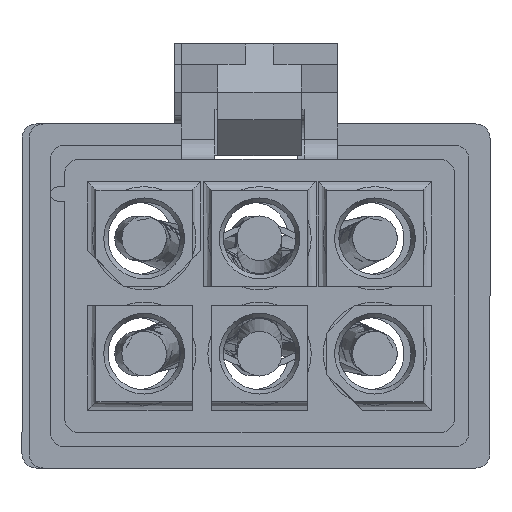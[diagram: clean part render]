
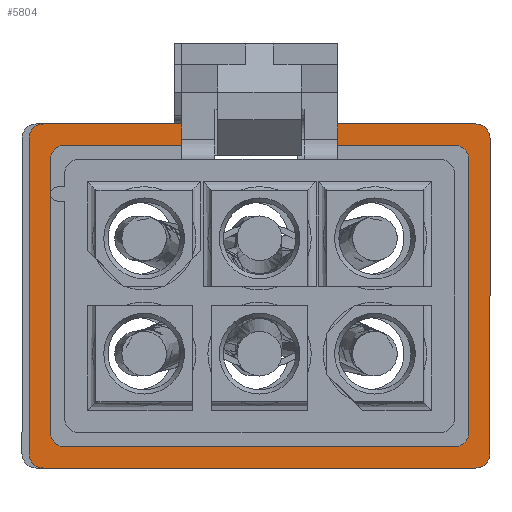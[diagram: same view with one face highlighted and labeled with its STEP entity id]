
A CAD part, front view. The second image highlights one B-rep face of the part: STEP entity #5804.
In plain terms, the highlighted face is planar.
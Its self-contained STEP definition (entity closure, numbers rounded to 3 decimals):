
#361=LINE('',#8654,#1054);
#364=LINE('',#8662,#1057);
#367=LINE('',#8670,#1060);
#370=LINE('',#8678,#1063);
#374=LINE('',#8688,#1067);
#443=LINE('',#8832,#1136);
#444=LINE('',#8835,#1137);
#447=LINE('',#8841,#1140);
#448=LINE('',#8843,#1141);
#449=LINE('',#8847,#1142);
#450=LINE('',#8851,#1143);
#451=LINE('',#8855,#1144);
#1054=VECTOR('',#6892,4.966);
#1057=VECTOR('',#6901,11.328);
#1060=VECTOR('',#6910,15.519);
#1063=VECTOR('',#6919,11.328);
#1067=VECTOR('',#6929,4.966);
#1136=VECTOR('',#7058,0.762);
#1137=VECTOR('',#7061,4.204);
#1140=VECTOR('',#7066,0.762);
#1141=VECTOR('',#7067,4.204);
#1142=VECTOR('',#7070,9.804);
#1143=VECTOR('',#7073,13.995);
#1144=VECTOR('',#7076,9.804);
#1648=FACE_OUTER_BOUND('',#2003,.T.);
#2003=EDGE_LOOP('',(#4259,#4260,#4261,#4262,#4263,#4264,#4265,#4266,#4267,
#4268,#4269,#4270,#4271,#4272,#4273,#4274,#4275,#4276,#4277,#4278));
#2330=CIRCLE('',#6177,0.508);
#2331=CIRCLE('',#6180,0.508);
#2332=CIRCLE('',#6183,0.508);
#2333=CIRCLE('',#6186,0.508);
#2339=CIRCLE('',#6220,0.508);
#2340=CIRCLE('',#6221,0.508);
#2341=CIRCLE('',#6222,0.508);
#2342=CIRCLE('',#6223,0.508);
#2621=VERTEX_POINT('',#8651);
#2622=VERTEX_POINT('',#8653);
#2623=VERTEX_POINT('',#8657);
#2624=VERTEX_POINT('',#8661);
#2625=VERTEX_POINT('',#8665);
#2626=VERTEX_POINT('',#8669);
#2627=VERTEX_POINT('',#8673);
#2628=VERTEX_POINT('',#8677);
#2629=VERTEX_POINT('',#8681);
#2631=VERTEX_POINT('',#8687);
#2674=VERTEX_POINT('',#8826);
#2677=VERTEX_POINT('',#8834);
#2679=VERTEX_POINT('',#8840);
#2680=VERTEX_POINT('',#8842);
#2681=VERTEX_POINT('',#8844);
#2682=VERTEX_POINT('',#8846);
#2683=VERTEX_POINT('',#8848);
#2684=VERTEX_POINT('',#8850);
#2685=VERTEX_POINT('',#8852);
#2686=VERTEX_POINT('',#8854);
#3193=EDGE_CURVE('',#2622,#2621,#361,.T.);
#3195=EDGE_CURVE('',#2623,#2622,#2330,.T.);
#3197=EDGE_CURVE('',#2624,#2623,#364,.T.);
#3199=EDGE_CURVE('',#2625,#2624,#2331,.T.);
#3201=EDGE_CURVE('',#2626,#2625,#367,.T.);
#3203=EDGE_CURVE('',#2627,#2626,#2332,.T.);
#3205=EDGE_CURVE('',#2628,#2627,#370,.T.);
#3207=EDGE_CURVE('',#2629,#2628,#2333,.T.);
#3210=EDGE_CURVE('',#2631,#2629,#374,.T.);
#3284=EDGE_CURVE('',#2674,#2631,#443,.T.);
#3285=EDGE_CURVE('',#2674,#2677,#444,.T.);
#3288=EDGE_CURVE('',#2621,#2679,#447,.T.);
#3289=EDGE_CURVE('',#2680,#2679,#448,.T.);
#3290=EDGE_CURVE('',#2681,#2680,#2339,.T.);
#3291=EDGE_CURVE('',#2682,#2681,#449,.T.);
#3292=EDGE_CURVE('',#2683,#2682,#2340,.T.);
#3293=EDGE_CURVE('',#2684,#2683,#450,.T.);
#3294=EDGE_CURVE('',#2685,#2684,#2341,.T.);
#3295=EDGE_CURVE('',#2686,#2685,#451,.T.);
#3296=EDGE_CURVE('',#2677,#2686,#2342,.T.);
#4259=ORIENTED_EDGE('',*,*,#3285,.F.);
#4260=ORIENTED_EDGE('',*,*,#3284,.T.);
#4261=ORIENTED_EDGE('',*,*,#3210,.T.);
#4262=ORIENTED_EDGE('',*,*,#3207,.T.);
#4263=ORIENTED_EDGE('',*,*,#3205,.T.);
#4264=ORIENTED_EDGE('',*,*,#3203,.T.);
#4265=ORIENTED_EDGE('',*,*,#3201,.T.);
#4266=ORIENTED_EDGE('',*,*,#3199,.T.);
#4267=ORIENTED_EDGE('',*,*,#3197,.T.);
#4268=ORIENTED_EDGE('',*,*,#3195,.T.);
#4269=ORIENTED_EDGE('',*,*,#3193,.T.);
#4270=ORIENTED_EDGE('',*,*,#3288,.T.);
#4271=ORIENTED_EDGE('',*,*,#3289,.F.);
#4272=ORIENTED_EDGE('',*,*,#3290,.F.);
#4273=ORIENTED_EDGE('',*,*,#3291,.F.);
#4274=ORIENTED_EDGE('',*,*,#3292,.F.);
#4275=ORIENTED_EDGE('',*,*,#3293,.F.);
#4276=ORIENTED_EDGE('',*,*,#3294,.F.);
#4277=ORIENTED_EDGE('',*,*,#3295,.F.);
#4278=ORIENTED_EDGE('',*,*,#3296,.F.);
#5519=PLANE('',#6219);
#5804=ADVANCED_FACE('',(#1648),#5519,.T.);
#6177=AXIS2_PLACEMENT_3D('',#8658,#6896,#6897);
#6180=AXIS2_PLACEMENT_3D('',#8666,#6905,#6906);
#6183=AXIS2_PLACEMENT_3D('',#8674,#6914,#6915);
#6186=AXIS2_PLACEMENT_3D('',#8682,#6923,#6924);
#6219=AXIS2_PLACEMENT_3D('',#8839,#7064,#7065);
#6220=AXIS2_PLACEMENT_3D('',#8845,#7068,#7069);
#6221=AXIS2_PLACEMENT_3D('',#8849,#7071,#7072);
#6222=AXIS2_PLACEMENT_3D('',#8853,#7074,#7075);
#6223=AXIS2_PLACEMENT_3D('',#8856,#7077,#7078);
#6892=DIRECTION('',(-1.,0.,0.));
#6896=DIRECTION('center_axis',(0.,0.,1.));
#6897=DIRECTION('ref_axis',(1.,0.,0.));
#6901=DIRECTION('',(0.,1.,0.));
#6905=DIRECTION('center_axis',(0.,0.,1.));
#6906=DIRECTION('ref_axis',(0.,-1.,0.));
#6910=DIRECTION('',(1.,0.,0.));
#6914=DIRECTION('center_axis',(0.,0.,1.));
#6915=DIRECTION('ref_axis',(-1.,0.,0.));
#6919=DIRECTION('',(0.,-1.,0.));
#6923=DIRECTION('center_axis',(0.,0.,1.));
#6924=DIRECTION('ref_axis',(0.,1.,0.));
#6929=DIRECTION('',(-1.,0.,0.));
#7058=DIRECTION('',(0.,1.,0.));
#7061=DIRECTION('',(-1.,0.,0.));
#7064=DIRECTION('center_axis',(0.,0.,1.));
#7065=DIRECTION('ref_axis',(1.,0.,0.));
#7066=DIRECTION('',(0.,-1.,0.));
#7067=DIRECTION('',(-1.,0.,0.));
#7068=DIRECTION('center_axis',(0.,0.,1.));
#7069=DIRECTION('ref_axis',(1.,0.,0.));
#7070=DIRECTION('',(0.,1.,0.));
#7071=DIRECTION('center_axis',(0.,0.,1.));
#7072=DIRECTION('ref_axis',(0.,-1.,0.));
#7073=DIRECTION('',(1.,0.,0.));
#7074=DIRECTION('center_axis',(0.,0.,1.));
#7075=DIRECTION('ref_axis',(-1.,0.,0.));
#7076=DIRECTION('',(0.,-1.,0.));
#7077=DIRECTION('center_axis',(0.,0.,1.));
#7078=DIRECTION('ref_axis',(0.,1.,0.));
#8651=CARTESIAN_POINT('',(2.794,6.172,-8.026));
#8653=CARTESIAN_POINT('',(7.76,6.172,-8.026));
#8654=CARTESIAN_POINT('',(7.76,6.172,-8.026));
#8657=CARTESIAN_POINT('',(8.268,5.664,-8.026));
#8658=CARTESIAN_POINT('Origin',(7.76,5.664,-8.026));
#8661=CARTESIAN_POINT('',(8.268,-5.664,-8.026));
#8662=CARTESIAN_POINT('',(8.268,-5.664,-8.026));
#8665=CARTESIAN_POINT('',(7.76,-6.172,-8.026));
#8666=CARTESIAN_POINT('Origin',(7.76,-5.664,-8.026));
#8669=CARTESIAN_POINT('',(-7.76,-6.172,-8.026));
#8670=CARTESIAN_POINT('',(-7.76,-6.172,-8.026));
#8673=CARTESIAN_POINT('',(-8.268,-5.664,-8.026));
#8674=CARTESIAN_POINT('Origin',(-7.76,-5.664,-8.026));
#8677=CARTESIAN_POINT('',(-8.268,5.664,-8.026));
#8678=CARTESIAN_POINT('',(-8.268,5.664,-8.026));
#8681=CARTESIAN_POINT('',(-7.76,6.172,-8.026));
#8682=CARTESIAN_POINT('Origin',(-7.76,5.664,-8.026));
#8687=CARTESIAN_POINT('',(-2.794,6.172,-8.026));
#8688=CARTESIAN_POINT('',(-2.794,6.172,-8.026));
#8826=CARTESIAN_POINT('',(-2.794,5.41,-8.026));
#8832=CARTESIAN_POINT('',(-2.794,5.41,-8.026));
#8834=CARTESIAN_POINT('',(-6.998,5.41,-8.026));
#8835=CARTESIAN_POINT('',(-2.794,5.41,-8.026));
#8839=CARTESIAN_POINT('Origin',(-6.998,0.,-8.026));
#8840=CARTESIAN_POINT('',(2.794,5.41,-8.026));
#8841=CARTESIAN_POINT('',(2.794,6.172,-8.026));
#8842=CARTESIAN_POINT('',(6.998,5.41,-8.026));
#8843=CARTESIAN_POINT('',(6.998,5.41,-8.026));
#8844=CARTESIAN_POINT('',(7.506,4.902,-8.026));
#8845=CARTESIAN_POINT('Origin',(6.998,4.902,-8.026));
#8846=CARTESIAN_POINT('',(7.506,-4.902,-8.026));
#8847=CARTESIAN_POINT('',(7.506,-4.902,-8.026));
#8848=CARTESIAN_POINT('',(6.998,-5.41,-8.026));
#8849=CARTESIAN_POINT('Origin',(6.998,-4.902,-8.026));
#8850=CARTESIAN_POINT('',(-6.998,-5.41,-8.026));
#8851=CARTESIAN_POINT('',(-6.998,-5.41,-8.026));
#8852=CARTESIAN_POINT('',(-7.506,-4.902,-8.026));
#8853=CARTESIAN_POINT('Origin',(-6.998,-4.902,-8.026));
#8854=CARTESIAN_POINT('',(-7.506,4.902,-8.026));
#8855=CARTESIAN_POINT('',(-7.506,4.902,-8.026));
#8856=CARTESIAN_POINT('Origin',(-6.998,4.902,-8.026));
